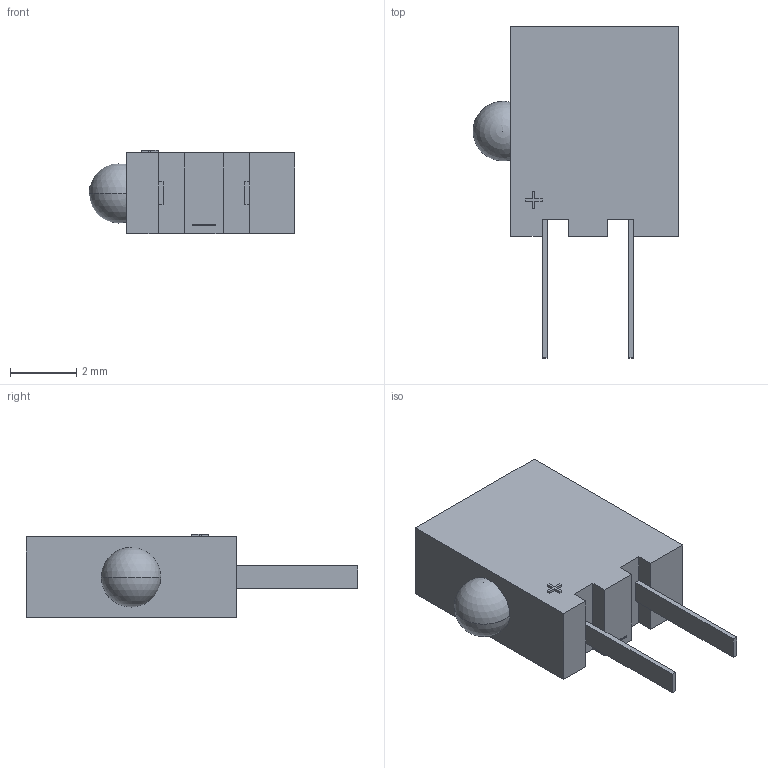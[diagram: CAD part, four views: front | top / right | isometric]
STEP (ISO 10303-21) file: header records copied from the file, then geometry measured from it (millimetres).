
FILE_DESCRIPTION (( 'STEP AP214' ), '1' );
FILE_NAME ('XNH1Zxx46.STEP', '2015-09-10T17:07:24', ( '' ), ( '' ), 'SwSTEP 2.0', 'SolidWorks 2012', '' );
FILE_SCHEMA (( 'AUTOMOTIVE_DESIGN' ));
Length unit declared in the file: millimetre
Products named in the file (1): XNH1Zxx46
Bounding box: 6.22 x 10.03 x 2.52 mm (x, y, z)
Volume: 79.7 mm3; surface area: 140.4 mm2
Topology: 1 solids, 1 shells, 231 faces, 635 edges, 422 vertices
Faces by surface type: plane 161, bspline 68, sphere 2
Entity records: 12092 total; most frequent: CARTESIAN_POINT 4493, ORIENTED_EDGE 1260, DIRECTION 826, EDGE_CURVE 630, LINE 490, VECTOR 490, VERTEX_POINT 419, EDGE_LOOP 249
